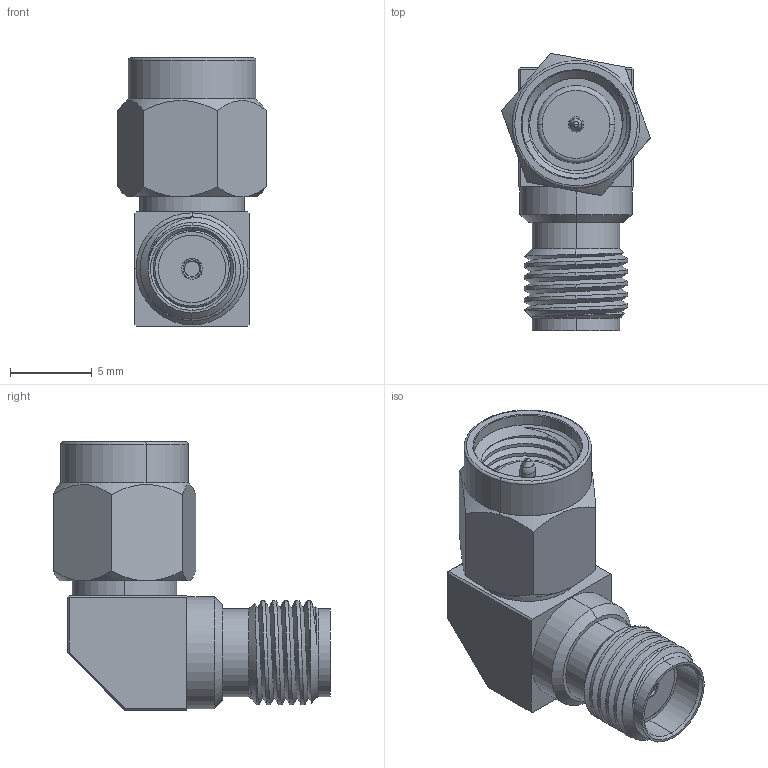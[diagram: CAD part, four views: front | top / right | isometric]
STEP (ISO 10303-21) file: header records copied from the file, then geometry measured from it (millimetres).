
FILE_DESCRIPTION (( 'STEP AP214' ), '1' );
FILE_NAME ('CT-SFSM-R-V-LN1, Defeatured.STEP', '2025-07-29T18:24:59', ( '' ), ( '' ), 'SwSTEP 2.0', 'SolidWorks 2021', '' );
FILE_SCHEMA (( 'AUTOMOTIVE_DESIGN' ));
Length unit declared in the file: inch
Products named in the file (1): CT-SFSM-R-V-LN1, Defeatured
Bounding box: 9.09 x 16.94 x 16.4 mm (x, y, z)
Volume: 893.1 mm3; surface area: 1157.8 mm2
Topology: 2 solids, 3 shells, 167 faces, 383 edges, 237 vertices
Faces by surface type: cylinder 60, plane 55, cone 36, torus 12, bspline 4
Entity records: 6759 total; most frequent: CARTESIAN_POINT 3017, DIRECTION 781, ORIENTED_EDGE 766, EDGE_CURVE 383, AXIS2_PLACEMENT_3D 314, VERTEX_POINT 237, EDGE_LOOP 184, ADVANCED_FACE 167
